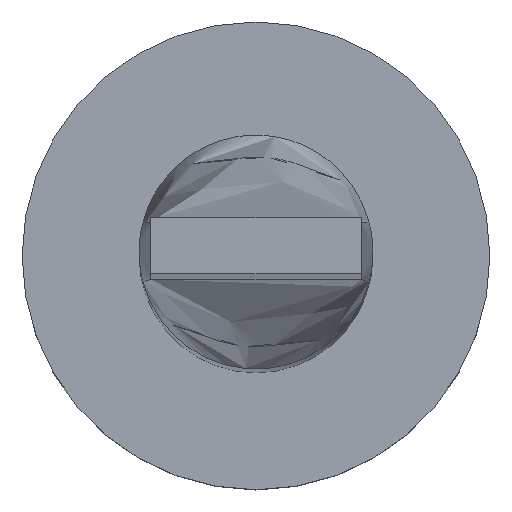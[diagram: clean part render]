
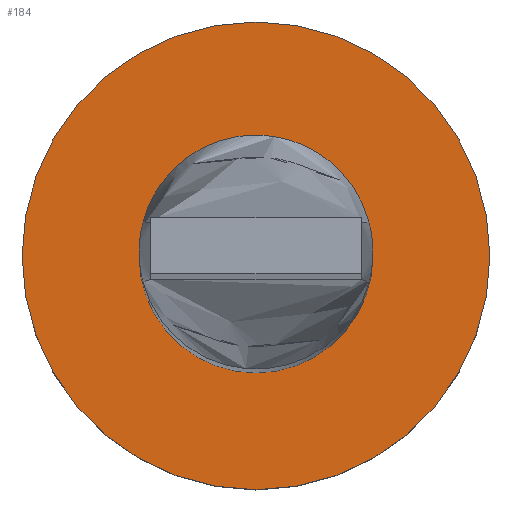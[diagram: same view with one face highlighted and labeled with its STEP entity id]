
A CAD part, top view. The second image highlights one B-rep face of the part: STEP entity #184.
In plain terms, the highlighted planar face has unit normal (0, 0, 1).
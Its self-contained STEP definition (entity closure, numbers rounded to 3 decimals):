
#3 = CARTESIAN_POINT ( 'NONE',  ( 0., 0., 3. ) ) ;
#6 = FACE_BOUND ( 'NONE', #312, .T. ) ;
#12 = AXIS2_PLACEMENT_3D ( 'NONE', #62, #58, #193 ) ;
#19 = FACE_OUTER_BOUND ( 'NONE', #56, .T. ) ;
#35 = ORIENTED_EDGE ( 'NONE', *, *, #252, .T. ) ;
#55 = CARTESIAN_POINT ( 'NONE',  ( -5., 0., 3. ) ) ;
#56 = EDGE_LOOP ( 'NONE', ( #35, #235 ) ) ;
#58 = DIRECTION ( 'NONE',  ( 0., 0., 1. ) ) ;
#62 = CARTESIAN_POINT ( 'NONE',  ( 0., 0., 3. ) ) ;
#74 = VERTEX_POINT ( 'NONE', #175 ) ;
#91 = EDGE_CURVE ( 'NONE', #74, #575, #375, .T. ) ;
#93 = VERTEX_POINT ( 'NONE', #55 ) ;
#100 = DIRECTION ( 'NONE',  ( 1., 0., 0. ) ) ;
#115 = ORIENTED_EDGE ( 'NONE', *, *, #91, .F. ) ;
#127 = DIRECTION ( 'NONE',  ( 1., 0., 0. ) ) ;
#148 = ORIENTED_EDGE ( 'NONE', *, *, #474, .F. ) ;
#154 = EDGE_CURVE ( 'NONE', #534, #93, #254, .T. ) ;
#175 = CARTESIAN_POINT ( 'NONE',  ( -2.5, 0., 3. ) ) ;
#184 = ADVANCED_FACE ( 'NONE', ( #6, #19 ), #435, .T. ) ;
#193 = DIRECTION ( 'NONE',  ( 1., 0., 0. ) ) ;
#235 = ORIENTED_EDGE ( 'NONE', *, *, #154, .T. ) ;
#242 = CARTESIAN_POINT ( 'NONE',  ( 2.5, 0., 3. ) ) ;
#252 = EDGE_CURVE ( 'NONE', #93, #534, #570, .T. ) ;
#254 = CIRCLE ( 'NONE', #397, 5. ) ;
#266 = DIRECTION ( 'NONE',  ( 0., 0., 1. ) ) ;
#267 = CARTESIAN_POINT ( 'NONE',  ( 0., 0., 3. ) ) ;
#297 = AXIS2_PLACEMENT_3D ( 'NONE', #524, #415, #518 ) ;
#312 = EDGE_LOOP ( 'NONE', ( #115, #148 ) ) ;
#354 = CARTESIAN_POINT ( 'NONE',  ( 0., 0., 3. ) ) ;
#375 = CIRCLE ( 'NONE', #388, 2.5 ) ;
#388 = AXIS2_PLACEMENT_3D ( 'NONE', #267, #266, #558 ) ;
#397 = AXIS2_PLACEMENT_3D ( 'NONE', #354, #471, #100 ) ;
#415 = DIRECTION ( 'NONE',  ( 0., 0., 1. ) ) ;
#435 = PLANE ( 'NONE',  #12 ) ;
#452 = AXIS2_PLACEMENT_3D ( 'NONE', #3, #546, #127 ) ;
#471 = DIRECTION ( 'NONE',  ( 0., 0., 1. ) ) ;
#474 = EDGE_CURVE ( 'NONE', #575, #74, #556, .T. ) ;
#518 = DIRECTION ( 'NONE',  ( 1., 0., 0. ) ) ;
#524 = CARTESIAN_POINT ( 'NONE',  ( 0., 0., 3. ) ) ;
#534 = VERTEX_POINT ( 'NONE', #571 ) ;
#546 = DIRECTION ( 'NONE',  ( 0., 0., 1. ) ) ;
#556 = CIRCLE ( 'NONE', #452, 2.5 ) ;
#558 = DIRECTION ( 'NONE',  ( 1., 0., 0. ) ) ;
#570 = CIRCLE ( 'NONE', #297, 5. ) ;
#571 = CARTESIAN_POINT ( 'NONE',  ( 5., 0., 3. ) ) ;
#575 = VERTEX_POINT ( 'NONE', #242 ) ;
